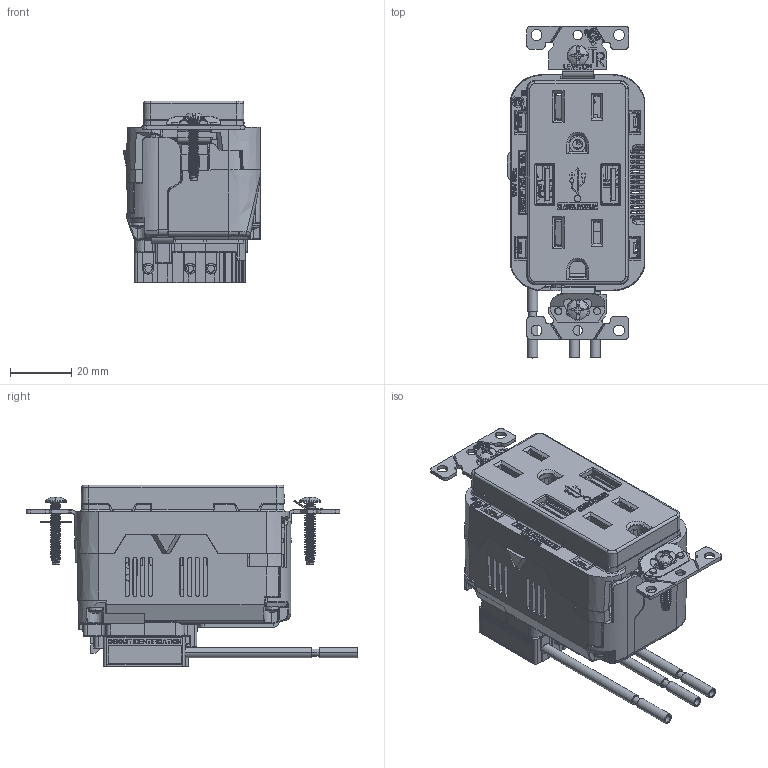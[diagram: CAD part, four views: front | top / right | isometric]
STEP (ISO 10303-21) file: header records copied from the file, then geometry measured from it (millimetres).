
FILE_DESCRIPTION (( 'STEP AP214' ), '1' );
FILE_NAME ('CATSTD-M56AA-000-M02.STEP', '2019-07-30T22:30:58', ( '' ), ( '' ), 'SwSTEP 2.0', 'SolidWorks 2017', '' );
FILE_SCHEMA (( 'AUTOMOTIVE_DESIGN' ));
Length unit declared in the file: inch
Products named in the file (1): CATSTD-M56AA-000-M02
Bounding box: 45.07 x 108.71 x 59.61 mm (x, y, z)
Surface area: 37086.2 mm2 (no closed solid volume)
Topology: 0 solids, 121 shells, 2913 faces, 17206 edges, 13886 vertices
Faces by surface type: plane 2065, cylinder 427, bspline 235, cone 115, torus 60, sphere 11
Entity records: 232451 total; most frequent: CARTESIAN_POINT 71408, ORIENTED_EDGE 22909, DIRECTION 21864, EDGE_CURVE 17202, LINE 14042, VECTOR 14042, VERTEX_POINT 13886, AXIS2_PLACEMENT_3D 3911
